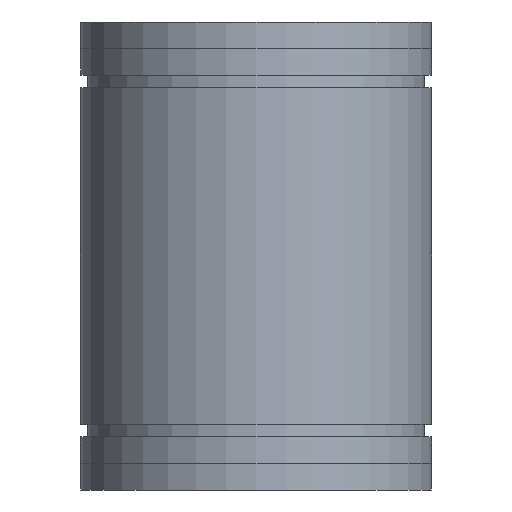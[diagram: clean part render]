
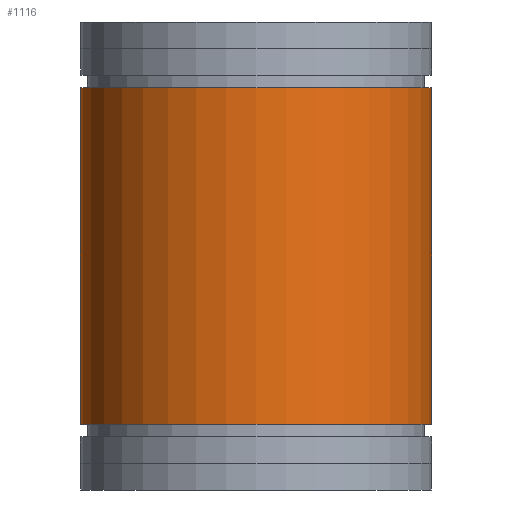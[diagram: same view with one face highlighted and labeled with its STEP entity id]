
A CAD part, front view. The second image highlights one B-rep face of the part: STEP entity #1116.
In plain terms, the highlighted cylindrical face has radius 37.5 mm (diameter 75 mm), a partial arc.
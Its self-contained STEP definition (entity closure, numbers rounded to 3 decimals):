
#45 = CARTESIAN_POINT ( 'NONE',  ( 37.5, 0., 0. ) ) ;
#48 = CARTESIAN_POINT ( 'NONE',  ( -37.5, 0., 0. ) ) ;
#49 = DIRECTION ( 'NONE',  ( 0., 0., 1. ) ) ;
#233 = EDGE_LOOP ( 'NONE', ( #412, #416, #320, #274 ) ) ;
#274 = ORIENTED_EDGE ( 'NONE', *, *, #1220, .F. ) ;
#320 = ORIENTED_EDGE ( 'NONE', *, *, #1201, .T. ) ;
#393 = FACE_OUTER_BOUND ( 'NONE', #233, .T. ) ;
#412 = ORIENTED_EDGE ( 'NONE', *, *, #1199, .F. ) ;
#416 = ORIENTED_EDGE ( 'NONE', *, *, #1218, .T. ) ;
#418 = CYLINDRICAL_SURFACE ( 'NONE', #1249, 37.5 ) ;
#546 = LINE ( 'NONE', #48, #547 ) ;
#547 = VECTOR ( 'NONE', #49, 1000. ) ;
#549 = LINE ( 'NONE', #45, #550 ) ;
#550 = VECTOR ( 'NONE', #585, 1000. ) ;
#571 = CIRCLE ( 'NONE', #1374, 37.5 ) ;
#573 = CIRCLE ( 'NONE', #1376, 37.5 ) ;
#585 = DIRECTION ( 'NONE',  ( 0., 0., 1. ) ) ;
#627 = CARTESIAN_POINT ( 'NONE',  ( 0., 0., -86. ) ) ;
#633 = CARTESIAN_POINT ( 'NONE',  ( 0., 0., -14. ) ) ;
#634 = DIRECTION ( 'NONE',  ( 0., 0., 1. ) ) ;
#635 = DIRECTION ( 'NONE',  ( 1., 0., 0. ) ) ;
#640 = DIRECTION ( 'NONE',  ( 0., 0., 1. ) ) ;
#641 = DIRECTION ( 'NONE',  ( 1., 0., 0. ) ) ;
#673 = CARTESIAN_POINT ( 'NONE',  ( -37.5, 0., -86. ) ) ;
#682 = VERTEX_POINT ( 'NONE', #728 ) ;
#685 = VERTEX_POINT ( 'NONE', #673 ) ;
#691 = VERTEX_POINT ( 'NONE', #735 ) ;
#723 = VERTEX_POINT ( 'NONE', #767 ) ;
#728 = CARTESIAN_POINT ( 'NONE',  ( 37.5, 0., -14. ) ) ;
#735 = CARTESIAN_POINT ( 'NONE',  ( -37.5, 0., -14. ) ) ;
#767 = CARTESIAN_POINT ( 'NONE',  ( 37.5, 0., -86. ) ) ;
#833 = DIRECTION ( 'NONE',  ( 1., 0., 0. ) ) ;
#834 = DIRECTION ( 'NONE',  ( 0., 0., 1. ) ) ;
#835 = CARTESIAN_POINT ( 'NONE',  ( 0., 0., 0. ) ) ;
#1116 = ADVANCED_FACE ( 'NONE', ( #393 ), #418, .T. ) ;
#1199 = EDGE_CURVE ( 'NONE', #685, #691, #546, .T. ) ;
#1201 = EDGE_CURVE ( 'NONE', #723, #682, #549, .T. ) ;
#1218 = EDGE_CURVE ( 'NONE', #685, #723, #571, .T. ) ;
#1220 = EDGE_CURVE ( 'NONE', #691, #682, #573, .T. ) ;
#1249 = AXIS2_PLACEMENT_3D ( 'NONE', #835, #834, #833 ) ;
#1374 = AXIS2_PLACEMENT_3D ( 'NONE', #627, #634, #635 ) ;
#1376 = AXIS2_PLACEMENT_3D ( 'NONE', #633, #640, #641 ) ;
